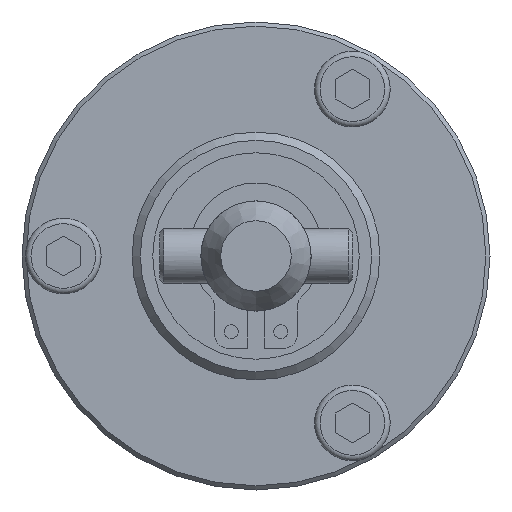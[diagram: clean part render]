
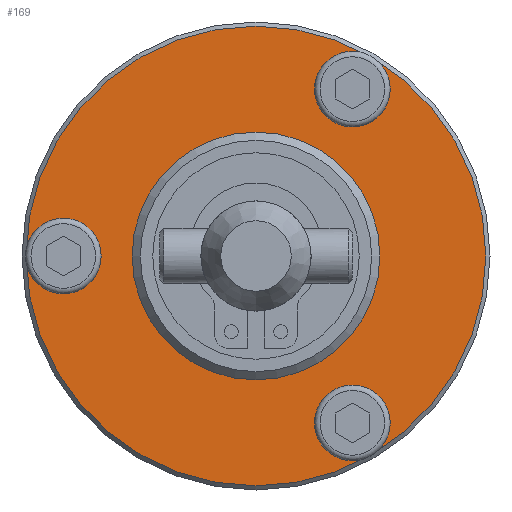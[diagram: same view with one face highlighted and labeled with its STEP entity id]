
A CAD part, front view. The second image highlights one B-rep face of the part: STEP entity #169.
In plain terms, the highlighted planar face has unit normal (0, -1, 0).
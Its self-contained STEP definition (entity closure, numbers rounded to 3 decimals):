
#169 = ADVANCED_FACE( '', ( #435, #436, #437, #438, #439 ), #440, .F. );
#435 = FACE_BOUND( '', #837, .T. );
#436 = FACE_BOUND( '', #838, .T. );
#437 = FACE_BOUND( '', #839, .T. );
#438 = FACE_BOUND( '', #840, .T. );
#439 = FACE_OUTER_BOUND( '', #841, .T. );
#440 = PLANE( '', #842 );
#837 = EDGE_LOOP( '', ( #1302 ) );
#838 = EDGE_LOOP( '', ( #1303 ) );
#839 = EDGE_LOOP( '', ( #1304 ) );
#840 = EDGE_LOOP( '', ( #1305 ) );
#841 = EDGE_LOOP( '', ( #1306 ) );
#842 = AXIS2_PLACEMENT_3D( '', #1307, #1308, #1309 );
#1302 = ORIENTED_EDGE( '', *, *, #2058, .F. );
#1303 = ORIENTED_EDGE( '', *, *, #2117, .F. );
#1304 = ORIENTED_EDGE( '', *, *, #2118, .F. );
#1305 = ORIENTED_EDGE( '', *, *, #2050, .F. );
#1306 = ORIENTED_EDGE( '', *, *, #2119, .T. );
#1307 = CARTESIAN_POINT( '', ( 16.7, 0., 0. ) );
#1308 = DIRECTION( '', ( 0., 1., 0. ) );
#1309 = DIRECTION( '', ( 0., 0., 1. ) );
#2050 = EDGE_CURVE( '', #2374, #2374, #2375, .T. );
#2058 = EDGE_CURVE( '', #2388, #2388, #2389, .T. );
#2117 = EDGE_CURVE( '', #2489, #2489, #2490, .T. );
#2118 = EDGE_CURVE( '', #2491, #2491, #2492, .T. );
#2119 = EDGE_CURVE( '', #2493, #2493, #2494, .T. );
#2374 = VERTEX_POINT( '', #2851 );
#2375 = CIRCLE( '', #2852, 1.5 );
#2388 = VERTEX_POINT( '', #2869 );
#2389 = CIRCLE( '', #2870, 9. );
#2489 = VERTEX_POINT( '', #3001 );
#2490 = CIRCLE( '', #3002, 1.5 );
#2491 = VERTEX_POINT( '', #3003 );
#2492 = CIRCLE( '', #3004, 1.5 );
#2493 = VERTEX_POINT( '', #3005 );
#2494 = CIRCLE( '', #3006, 16.7 );
#2851 = CARTESIAN_POINT( '', ( 7., 0., 10.624 ) );
#2852 = AXIS2_PLACEMENT_3D( '', #3653, #3654, #3655 );
#2869 = CARTESIAN_POINT( '', ( 0., 0., -9. ) );
#2870 = AXIS2_PLACEMENT_3D( '', #3663, #3664, #3665 );
#3001 = CARTESIAN_POINT( '', ( -14., 0., -1.5 ) );
#3002 = AXIS2_PLACEMENT_3D( '', #3746, #3747, #3748 );
#3003 = CARTESIAN_POINT( '', ( 7., 0., -13.624 ) );
#3004 = AXIS2_PLACEMENT_3D( '', #3749, #3750, #3751 );
#3005 = CARTESIAN_POINT( '', ( 0., 0., -16.7 ) );
#3006 = AXIS2_PLACEMENT_3D( '', #3752, #3753, #3754 );
#3653 = CARTESIAN_POINT( '', ( 7., 0., 12.124 ) );
#3654 = DIRECTION( '', ( 0., -1., 0. ) );
#3655 = DIRECTION( '', ( 0., 0., -1. ) );
#3663 = CARTESIAN_POINT( '', ( 0., 0., 0. ) );
#3664 = DIRECTION( '', ( 0., -1., 0. ) );
#3665 = DIRECTION( '', ( 0., 0., -1. ) );
#3746 = CARTESIAN_POINT( '', ( -14., 0., 0. ) );
#3747 = DIRECTION( '', ( 0., -1., 0. ) );
#3748 = DIRECTION( '', ( 0., 0., -1. ) );
#3749 = CARTESIAN_POINT( '', ( 7., 0., -12.124 ) );
#3750 = DIRECTION( '', ( 0., -1., 0. ) );
#3751 = DIRECTION( '', ( 0., 0., -1. ) );
#3752 = CARTESIAN_POINT( '', ( 0., 0., 0. ) );
#3753 = DIRECTION( '', ( 0., -1., 0. ) );
#3754 = DIRECTION( '', ( 0., 0., -1. ) );
